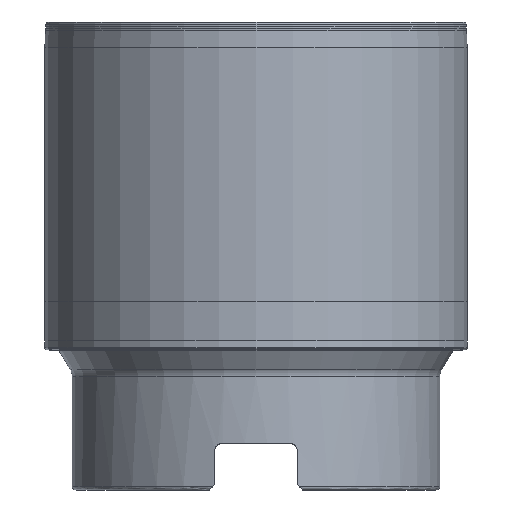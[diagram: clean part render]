
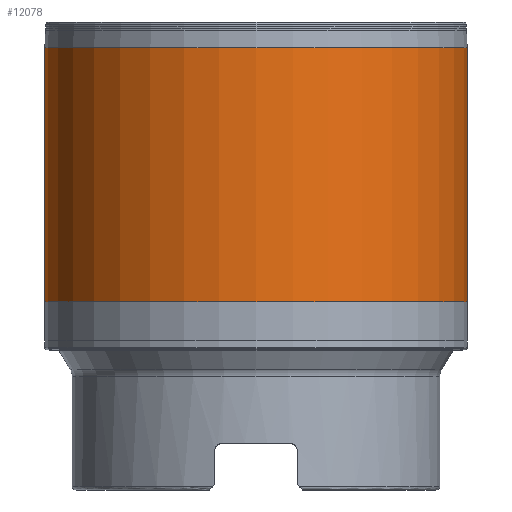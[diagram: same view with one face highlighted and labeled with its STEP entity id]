
A CAD part, left-side view. The second image highlights one B-rep face of the part: STEP entity #12078.
In plain terms, the highlighted cylindrical face has radius 31.578 mm (diameter 63.156 mm), a partial arc.
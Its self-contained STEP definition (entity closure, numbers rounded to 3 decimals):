
#1926=CARTESIAN_POINT('',(0.,31.578,66.147));
#1959=CARTESIAN_POINT('',(0.,-31.578,66.147));
#1992=CARTESIAN_POINT('',(0.,0.,66.147));
#1993=DIRECTION('',(0.,0.,1.));
#1994=DIRECTION('',(0.,1.,0.));
#1995=AXIS2_PLACEMENT_3D('',#1992,#1993,#1994);
#6397=CARTESIAN_POINT('',(0.,31.578,28.147));
#6430=CARTESIAN_POINT('',(0.,-31.578,28.147));
#6437=DIRECTION('',(0.,0.,1.));
#6438=VECTOR('',#6437,38.);
#6439=CARTESIAN_POINT('',(0.,31.578,28.147));
#6440=LINE('',#6439,#6438);
#6441=DIRECTION('',(0.,0.,1.));
#6442=VECTOR('',#6441,38.);
#6443=CARTESIAN_POINT('',(0.,-31.578,28.147));
#6444=LINE('',#6443,#6442);
#6445=CARTESIAN_POINT('',(0.,0.,28.147));
#6446=DIRECTION('',(0.,0.,1.));
#6447=DIRECTION('',(0.,1.,0.));
#6448=AXIS2_PLACEMENT_3D('',#6445,#6446,#6447);
#6455=VERTEX_POINT('',#1926);
#6518=VERTEX_POINT('',#6397);
#6519=VERTEX_POINT('',#1959);
#6582=VERTEX_POINT('',#6430);
#12065=CARTESIAN_POINT('',(0.,0.,72.527));
#12066=DIRECTION('',(0.,0.,-1.));
#12067=DIRECTION('',(0.,-1.,0.));
#12068=AXIS2_PLACEMENT_3D('',#12065,#12066,#12067);
#12069=CYLINDRICAL_SURFACE('',#12068,31.578);
#12071=ORIENTED_EDGE('',*,*,#12070,.T.);
#12072=ORIENTED_EDGE('',*,*,#6672,.T.);
#12074=ORIENTED_EDGE('',*,*,#12073,.F.);
#12075=ORIENTED_EDGE('',*,*,#12058,.F.);
#12076=EDGE_LOOP('',(#12071,#12072,#12074,#12075));
#12077=FACE_OUTER_BOUND('',#12076,.F.);
#12078=ADVANCED_FACE('',(#12077),#12069,.T.);
#1996=CIRCLE('',#1995,31.578);
#6449=CIRCLE('',#6448,31.578);
#6672=EDGE_CURVE('',#6455,#6519,#1996,.T.);
#12058=EDGE_CURVE('',#6518,#6582,#6449,.T.);
#12070=EDGE_CURVE('',#6518,#6455,#6440,.T.);
#12073=EDGE_CURVE('',#6582,#6519,#6444,.T.);
